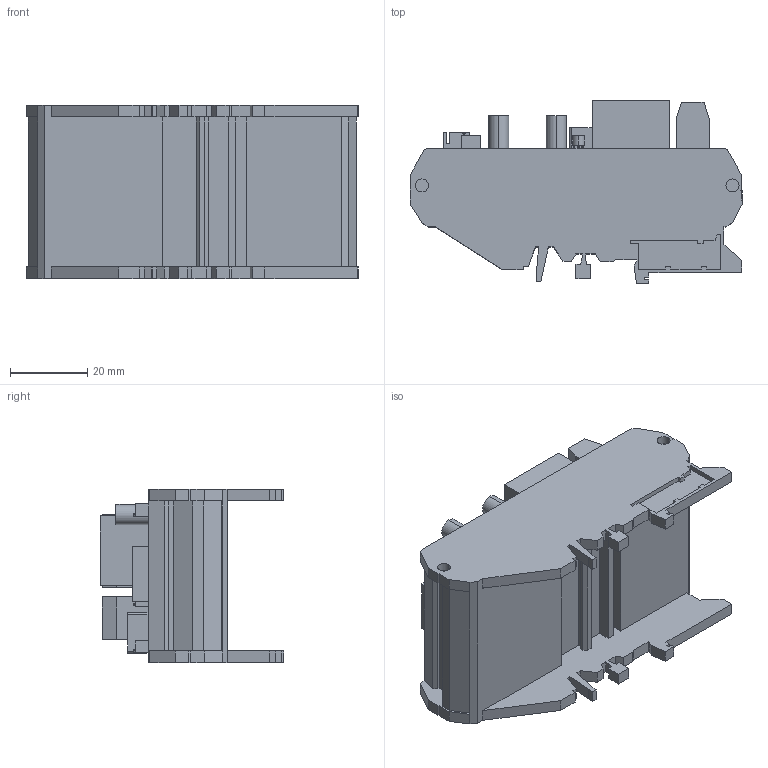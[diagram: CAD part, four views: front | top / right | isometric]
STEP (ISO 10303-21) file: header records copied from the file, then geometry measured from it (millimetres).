
FILE_DESCRIPTION (( 'STEP AP214' ), '1' );
FILE_NAME ('SRCN-C03A_3D.STEP', '2022-05-03T20:03:42', ( '' ), ( '' ), 'SwSTEP 2.0', 'SolidWorks 2021', '' );
FILE_SCHEMA (( 'AUTOMOTIVE_DESIGN' ));
Length unit declared in the file: inch
Products named in the file (1): SRCN-C03A_3D
Bounding box: 86.08 x 47.54 x 45 mm (x, y, z)
Volume: 43942.8 mm3; surface area: 31873.7 mm2
Topology: 11 solids, 11 shells, 565 faces, 1496 edges, 996 vertices
Faces by surface type: plane 489, cylinder 76
Entity records: 21588 total; most frequent: CARTESIAN_POINT 3058, ORIENTED_EDGE 2992, DIRECTION 2794, EDGE_CURVE 1496, LINE 1330, VECTOR 1330, VERTEX_POINT 996, AXIS2_PLACEMENT_3D 732
